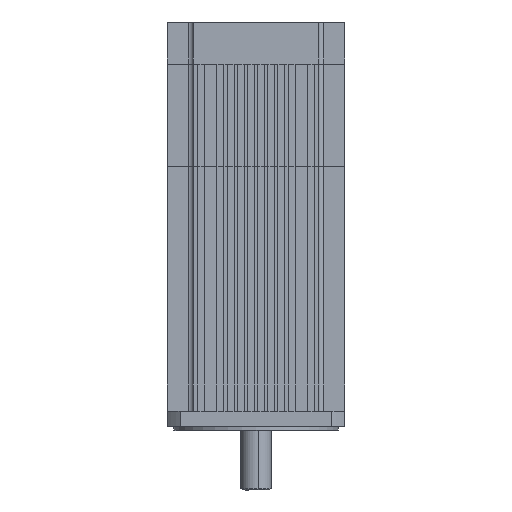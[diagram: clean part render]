
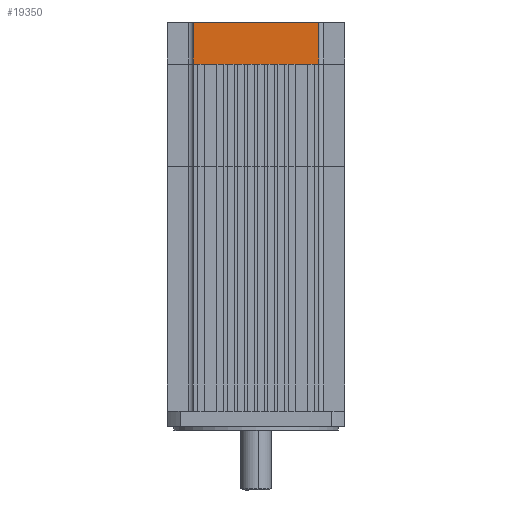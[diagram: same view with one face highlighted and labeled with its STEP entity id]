
A CAD part, front view. The second image highlights one B-rep face of the part: STEP entity #19350.
In plain terms, the highlighted face is planar.
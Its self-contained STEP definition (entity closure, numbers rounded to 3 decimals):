
#17664=CARTESIAN_POINT('',(-46.,-70.,273.5));
#17665=VERTEX_POINT('',#17664);
#17680=CARTESIAN_POINT('',(-40.5,-70.,273.5));
#17681=VERTEX_POINT('',#17680);
#17688=CARTESIAN_POINT('',(-46.,-70.,273.5));
#17689=DIRECTION('',(1.0,0.0,0.0));
#17690=VECTOR('',#17689,5.5);
#17691=LINE('',#17688,#17690);
#17692=EDGE_CURVE('',#17665,#17681,#17691,.T.);
#17702=CARTESIAN_POINT('',(-25.25,-70.,273.5));
#17703=VERTEX_POINT('',#17702);
#17712=CARTESIAN_POINT('',(-30.75,-70.,273.5));
#17713=VERTEX_POINT('',#17712);
#17714=CARTESIAN_POINT('',(-30.75,-70.,273.5));
#17715=DIRECTION('',(1.0,0.0,0.0));
#17716=VECTOR('',#17715,5.5);
#17717=LINE('',#17714,#17716);
#17718=EDGE_CURVE('',#17713,#17703,#17717,.T.);
#17742=CARTESIAN_POINT('',(-17.25,-70.,273.5));
#17743=VERTEX_POINT('',#17742);
#17752=CARTESIAN_POINT('',(-22.75,-70.,273.5));
#17753=VERTEX_POINT('',#17752);
#17754=CARTESIAN_POINT('',(-22.75,-70.,273.5));
#17755=DIRECTION('',(1.0,0.0,0.0));
#17756=VECTOR('',#17755,5.5);
#17757=LINE('',#17754,#17756);
#17758=EDGE_CURVE('',#17753,#17743,#17757,.T.);
#17782=CARTESIAN_POINT('',(-9.25,-70.,273.5));
#17783=VERTEX_POINT('',#17782);
#17792=CARTESIAN_POINT('',(-14.75,-70.,273.5));
#17793=VERTEX_POINT('',#17792);
#17794=CARTESIAN_POINT('',(-14.75,-70.,273.5));
#17795=DIRECTION('',(1.0,0.0,0.0));
#17796=VECTOR('',#17795,5.5);
#17797=LINE('',#17794,#17796);
#17798=EDGE_CURVE('',#17793,#17783,#17797,.T.);
#17822=CARTESIAN_POINT('',(-1.25,-70.,273.5));
#17823=VERTEX_POINT('',#17822);
#17832=CARTESIAN_POINT('',(-6.75,-70.,273.5));
#17833=VERTEX_POINT('',#17832);
#17834=CARTESIAN_POINT('',(-6.75,-70.,273.5));
#17835=DIRECTION('',(1.0,0.0,0.0));
#17836=VECTOR('',#17835,5.5);
#17837=LINE('',#17834,#17836);
#17838=EDGE_CURVE('',#17833,#17823,#17837,.T.);
#17862=CARTESIAN_POINT('',(6.75,-70.,273.5));
#17863=VERTEX_POINT('',#17862);
#17872=CARTESIAN_POINT('',(1.25,-70.,273.5));
#17873=VERTEX_POINT('',#17872);
#17874=CARTESIAN_POINT('',(1.25,-70.,273.5));
#17875=DIRECTION('',(1.0,0.0,0.0));
#17876=VECTOR('',#17875,5.5);
#17877=LINE('',#17874,#17876);
#17878=EDGE_CURVE('',#17873,#17863,#17877,.T.);
#17902=CARTESIAN_POINT('',(14.75,-70.,273.5));
#17903=VERTEX_POINT('',#17902);
#17912=CARTESIAN_POINT('',(9.25,-70.,273.5));
#17913=VERTEX_POINT('',#17912);
#17914=CARTESIAN_POINT('',(9.25,-70.,273.5));
#17915=DIRECTION('',(1.0,0.0,0.0));
#17916=VECTOR('',#17915,5.5);
#17917=LINE('',#17914,#17916);
#17918=EDGE_CURVE('',#17913,#17903,#17917,.T.);
#17942=CARTESIAN_POINT('',(22.75,-70.,273.5));
#17943=VERTEX_POINT('',#17942);
#17952=CARTESIAN_POINT('',(17.25,-70.,273.5));
#17953=VERTEX_POINT('',#17952);
#17954=CARTESIAN_POINT('',(17.25,-70.,273.5));
#17955=DIRECTION('',(1.0,0.0,0.0));
#17956=VECTOR('',#17955,5.5);
#17957=LINE('',#17954,#17956);
#17958=EDGE_CURVE('',#17953,#17943,#17957,.T.);
#17982=CARTESIAN_POINT('',(30.75,-70.,273.5));
#17983=VERTEX_POINT('',#17982);
#17992=CARTESIAN_POINT('',(25.25,-70.,273.5));
#17993=VERTEX_POINT('',#17992);
#17994=CARTESIAN_POINT('',(25.25,-70.,273.5));
#17995=DIRECTION('',(1.0,0.0,0.0));
#17996=VECTOR('',#17995,5.5);
#17997=LINE('',#17994,#17996);
#17998=EDGE_CURVE('',#17993,#17983,#17997,.T.);
#18022=CARTESIAN_POINT('',(46.,-70.,273.5));
#18023=VERTEX_POINT('',#18022);
#18032=CARTESIAN_POINT('',(40.5,-70.,273.5));
#18033=VERTEX_POINT('',#18032);
#18034=CARTESIAN_POINT('',(40.5,-70.,273.5));
#18035=DIRECTION('',(1.0,0.0,0.0));
#18036=VECTOR('',#18035,5.5);
#18037=LINE('',#18034,#18036);
#18038=EDGE_CURVE('',#18033,#18023,#18037,.T.);
#19224=CARTESIAN_POINT('',(-49.3,-70.,273.5));
#19225=VERTEX_POINT('',#19224);
#19232=CARTESIAN_POINT('',(-49.3,-70.,306.5));
#19233=VERTEX_POINT('',#19232);
#19234=CARTESIAN_POINT('',(-49.3,-70.,306.5));
#19235=DIRECTION('',(0.0,0.0,-1.0));
#19236=VECTOR('',#19235,33.);
#19237=LINE('',#19234,#19236);
#19238=EDGE_CURVE('',#19233,#19225,#19237,.T.);
#19250=CARTESIAN_POINT('',(0.,-70.,306.5));
#19251=DIRECTION('',(0.0,-1.0,0.0));
#19252=DIRECTION('',(0.0,0.0,1.0));
#19253=AXIS2_PLACEMENT_3D('',#19250,#19251,#19252);
#19254=PLANE('',#19253);
#19255=CARTESIAN_POINT('',(-46.,-70.,273.5));
#19256=DIRECTION('',(-1.0,0.0,0.0));
#19257=VECTOR('',#19256,3.3);
#19258=LINE('',#19255,#19257);
#19259=EDGE_CURVE('',#17665,#19225,#19258,.T.);
#19260=ORIENTED_EDGE('',*,*,#19259,.F.);
#19261=ORIENTED_EDGE('',*,*,#17692,.T.);
#19262=CARTESIAN_POINT('',(-30.75,-70.,273.5));
#19263=DIRECTION('',(-1.0,0.0,0.0));
#19264=VECTOR('',#19263,9.75);
#19265=LINE('',#19262,#19264);
#19266=EDGE_CURVE('',#17713,#17681,#19265,.T.);
#19267=ORIENTED_EDGE('',*,*,#19266,.F.);
#19268=ORIENTED_EDGE('',*,*,#17718,.T.);
#19269=CARTESIAN_POINT('',(-22.75,-70.,273.5));
#19270=DIRECTION('',(-1.0,0.0,0.0));
#19271=VECTOR('',#19270,2.5);
#19272=LINE('',#19269,#19271);
#19273=EDGE_CURVE('',#17753,#17703,#19272,.T.);
#19274=ORIENTED_EDGE('',*,*,#19273,.F.);
#19275=ORIENTED_EDGE('',*,*,#17758,.T.);
#19276=CARTESIAN_POINT('',(-14.75,-70.,273.5));
#19277=DIRECTION('',(-1.0,0.0,0.0));
#19278=VECTOR('',#19277,2.5);
#19279=LINE('',#19276,#19278);
#19280=EDGE_CURVE('',#17793,#17743,#19279,.T.);
#19281=ORIENTED_EDGE('',*,*,#19280,.F.);
#19282=ORIENTED_EDGE('',*,*,#17798,.T.);
#19283=CARTESIAN_POINT('',(-6.75,-70.,273.5));
#19284=DIRECTION('',(-1.0,0.0,0.0));
#19285=VECTOR('',#19284,2.5);
#19286=LINE('',#19283,#19285);
#19287=EDGE_CURVE('',#17833,#17783,#19286,.T.);
#19288=ORIENTED_EDGE('',*,*,#19287,.F.);
#19289=ORIENTED_EDGE('',*,*,#17838,.T.);
#19290=CARTESIAN_POINT('',(1.25,-70.,273.5));
#19291=DIRECTION('',(-1.0,0.0,0.0));
#19292=VECTOR('',#19291,2.5);
#19293=LINE('',#19290,#19292);
#19294=EDGE_CURVE('',#17873,#17823,#19293,.T.);
#19295=ORIENTED_EDGE('',*,*,#19294,.F.);
#19296=ORIENTED_EDGE('',*,*,#17878,.T.);
#19297=CARTESIAN_POINT('',(9.25,-70.,273.5));
#19298=DIRECTION('',(-1.0,0.0,0.0));
#19299=VECTOR('',#19298,2.5);
#19300=LINE('',#19297,#19299);
#19301=EDGE_CURVE('',#17913,#17863,#19300,.T.);
#19302=ORIENTED_EDGE('',*,*,#19301,.F.);
#19303=ORIENTED_EDGE('',*,*,#17918,.T.);
#19304=CARTESIAN_POINT('',(17.25,-70.,273.5));
#19305=DIRECTION('',(-1.0,0.0,0.0));
#19306=VECTOR('',#19305,2.5);
#19307=LINE('',#19304,#19306);
#19308=EDGE_CURVE('',#17953,#17903,#19307,.T.);
#19309=ORIENTED_EDGE('',*,*,#19308,.F.);
#19310=ORIENTED_EDGE('',*,*,#17958,.T.);
#19311=CARTESIAN_POINT('',(25.25,-70.,273.5));
#19312=DIRECTION('',(-1.0,0.0,0.0));
#19313=VECTOR('',#19312,2.5);
#19314=LINE('',#19311,#19313);
#19315=EDGE_CURVE('',#17993,#17943,#19314,.T.);
#19316=ORIENTED_EDGE('',*,*,#19315,.F.);
#19317=ORIENTED_EDGE('',*,*,#17998,.T.);
#19318=CARTESIAN_POINT('',(40.5,-70.,273.5));
#19319=DIRECTION('',(-1.0,0.0,0.0));
#19320=VECTOR('',#19319,9.75);
#19321=LINE('',#19318,#19320);
#19322=EDGE_CURVE('',#18033,#17983,#19321,.T.);
#19323=ORIENTED_EDGE('',*,*,#19322,.F.);
#19324=ORIENTED_EDGE('',*,*,#18038,.T.);
#19325=CARTESIAN_POINT('',(49.3,-70.,273.5));
#19326=VERTEX_POINT('',#19325);
#19327=CARTESIAN_POINT('',(49.3,-70.,273.5));
#19328=DIRECTION('',(-1.0,0.0,0.0));
#19329=VECTOR('',#19328,3.3);
#19330=LINE('',#19327,#19329);
#19331=EDGE_CURVE('',#19326,#18023,#19330,.T.);
#19332=ORIENTED_EDGE('',*,*,#19331,.F.);
#19333=CARTESIAN_POINT('',(49.3,-70.,306.5));
#19334=VERTEX_POINT('',#19333);
#19335=CARTESIAN_POINT('',(49.3,-70.,306.5));
#19336=DIRECTION('',(0.0,0.0,-1.0));
#19337=VECTOR('',#19336,33.);
#19338=LINE('',#19335,#19337);
#19339=EDGE_CURVE('',#19334,#19326,#19338,.T.);
#19340=ORIENTED_EDGE('',*,*,#19339,.F.);
#19341=CARTESIAN_POINT('',(49.3,-70.,306.5));
#19342=DIRECTION('',(-1.0,0.0,0.0));
#19343=VECTOR('',#19342,98.6);
#19344=LINE('',#19341,#19343);
#19345=EDGE_CURVE('',#19334,#19233,#19344,.T.);
#19346=ORIENTED_EDGE('',*,*,#19345,.T.);
#19347=ORIENTED_EDGE('',*,*,#19238,.T.);
#19348=EDGE_LOOP('',(#19260,#19261,#19267,#19268,#19274,#19275,#19281,#19282,#19288,#19289,#19295,#19296,#19302,#19303,#19309,#19310,#19316,#19317,#19323,#19324,#19332,#19340,#19346,#19347));
#19349=FACE_OUTER_BOUND('',#19348,.T.);
#19350=ADVANCED_FACE('',(#19349),#19254,.T.);
